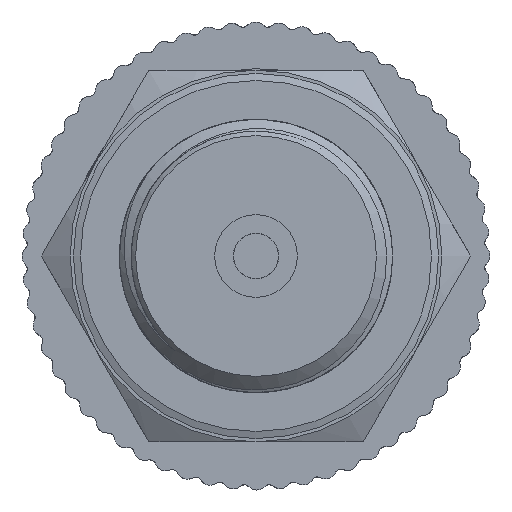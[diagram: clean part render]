
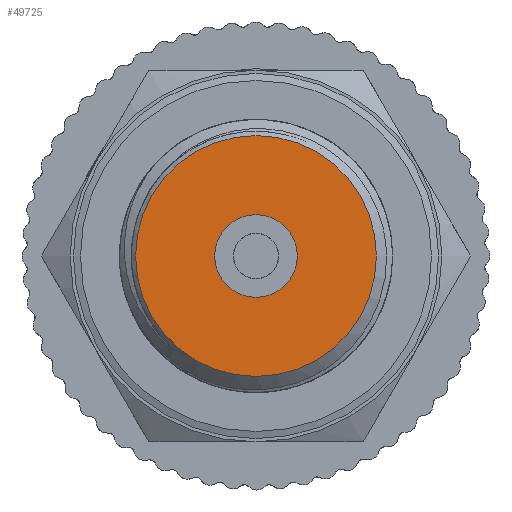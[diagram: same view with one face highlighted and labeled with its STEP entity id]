
A CAD part, left-side view. The second image highlights one B-rep face of the part: STEP entity #49725.
In plain terms, the highlighted conical face has half-angle 90 degrees and reference radius 5.875 mm.
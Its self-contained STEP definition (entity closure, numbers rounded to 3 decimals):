
#3046=CONICAL_SURFACE('',#52344,5.875,1.571);
#3404=FACE_OUTER_BOUND('',#6118,.T.);
#6118=EDGE_LOOP('',(#34836,#34837,#34838,#34839));
#8582=CIRCLE('',#52343,3.);
#8583=CIRCLE('',#52345,8.75);
#11266=LINE('',#89789,#15728);
#15728=VECTOR('',#57043,5.875);
#20461=VERTEX_POINT('',#89784);
#20462=VERTEX_POINT('',#89788);
#26010=EDGE_CURVE('',#20461,#20461,#8582,.T.);
#26012=EDGE_CURVE('',#20461,#20462,#11266,.T.);
#26013=EDGE_CURVE('',#20462,#20462,#8583,.T.);
#34836=ORIENTED_EDGE('',*,*,#26010,.T.);
#34837=ORIENTED_EDGE('',*,*,#26012,.T.);
#34838=ORIENTED_EDGE('',*,*,#26013,.F.);
#34839=ORIENTED_EDGE('',*,*,#26012,.F.);
#49725=ADVANCED_FACE('',(#3404),#3046,.F.);
#52343=AXIS2_PLACEMENT_3D('',#89785,#57038,#57039);
#52344=AXIS2_PLACEMENT_3D('',#89787,#57041,#57042);
#52345=AXIS2_PLACEMENT_3D('',#89790,#57044,#57045);
#57038=DIRECTION('center_axis',(1.,0.,0.));
#57039=DIRECTION('ref_axis',(0.,0.,-1.));
#57041=DIRECTION('center_axis',(-1.,0.,0.));
#57042=DIRECTION('ref_axis',(0.,1.,0.));
#57043=DIRECTION('',(0.,-1.,0.));
#57044=DIRECTION('center_axis',(1.,0.,0.));
#57045=DIRECTION('ref_axis',(0.,0.,-1.));
#89784=CARTESIAN_POINT('',(-67.,-3.,0.));
#89785=CARTESIAN_POINT('Origin',(-67.,0.,0.));
#89787=CARTESIAN_POINT('Origin',(-67.,0.,0.));
#89788=CARTESIAN_POINT('',(-67.,-8.75,0.));
#89789=CARTESIAN_POINT('',(-67.,-5.875,0.));
#89790=CARTESIAN_POINT('Origin',(-67.,0.,0.));
